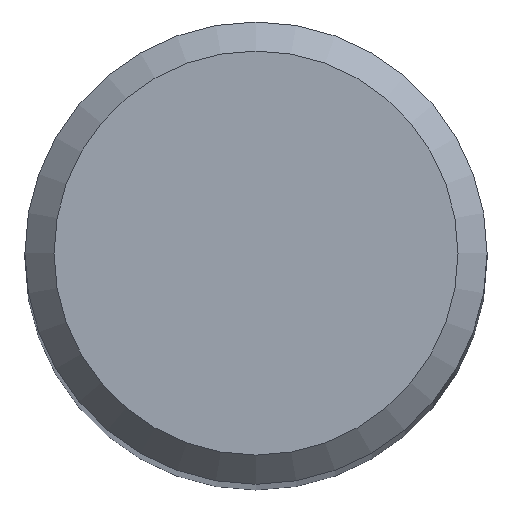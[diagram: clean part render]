
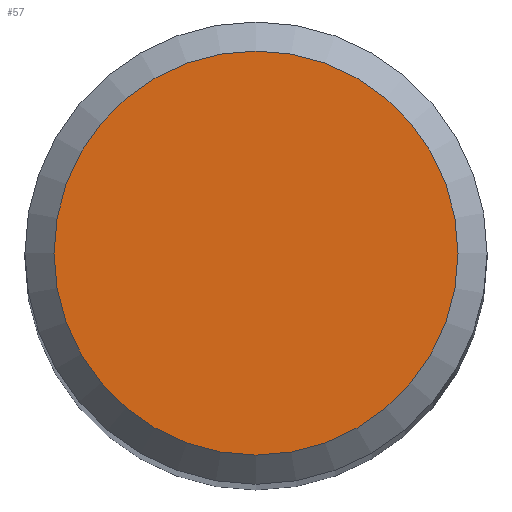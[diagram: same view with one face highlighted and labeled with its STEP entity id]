
A CAD part, top view. The second image highlights one B-rep face of the part: STEP entity #57.
In plain terms, the highlighted planar face has unit normal (0, 0, 1).
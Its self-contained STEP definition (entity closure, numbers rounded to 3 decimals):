
#42=PLANE('',#197);
#46=FACE_OUTER_BOUND('',#88,.T.);
#57=ADVANCED_FACE('',(#46),#42,.F.);
#88=EDGE_LOOP('',(#106));
#106=ORIENTED_EDGE('',*,*,#131,.T.);
#122=VERTEX_POINT('',#292);
#131=EDGE_CURVE('',#122,#122,#140,.T.);
#140=CIRCLE('',#196,2.775);
#196=AXIS2_PLACEMENT_3D('',#291,#231,#232);
#197=AXIS2_PLACEMENT_3D('',#293,#233,#234);
#231=DIRECTION('',(0.,0.,1.));
#232=DIRECTION('',(-1.,0.,0.));
#233=DIRECTION('',(0.,0.,-1.));
#234=DIRECTION('',(-1.,0.,0.));
#291=CARTESIAN_POINT('',(0.,0.,0.));
#292=CARTESIAN_POINT('',(-2.775,0.,0.));
#293=CARTESIAN_POINT('',(0.,3.175,0.));
